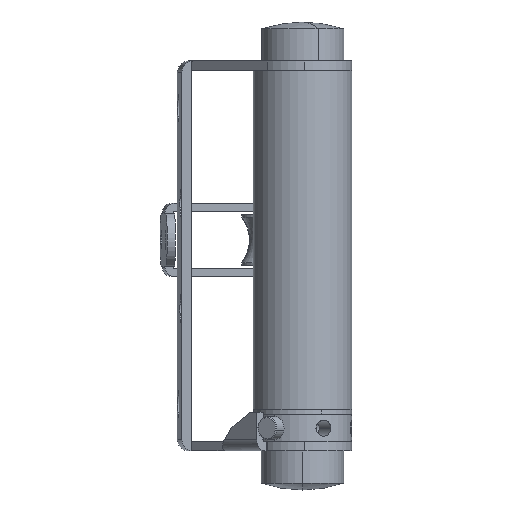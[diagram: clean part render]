
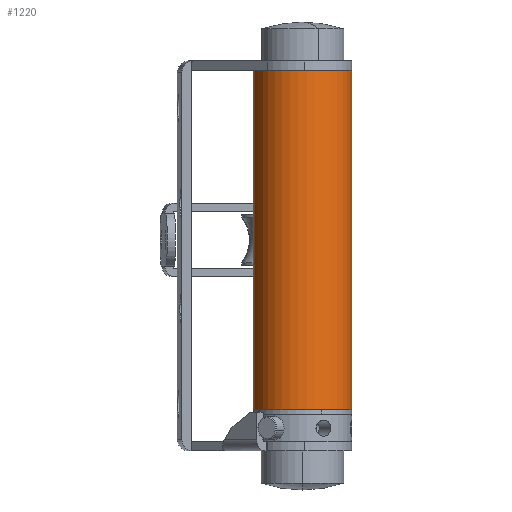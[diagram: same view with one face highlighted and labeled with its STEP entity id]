
A CAD part, left-side view. The second image highlights one B-rep face of the part: STEP entity #1220.
In plain terms, the highlighted cylindrical face has radius 10.75 mm (diameter 21.5 mm), a partial arc.
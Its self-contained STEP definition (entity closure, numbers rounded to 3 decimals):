
#1013 = VERTEX_POINT ( 'NONE', #4931 ) ;
#1198 = EDGE_CURVE ( 'NONE', #1013, #1236, #5438, .T. ) ;
#1213 = ORIENTED_EDGE ( 'NONE', *, *, #1221, .F. ) ;
#1214 = ORIENTED_EDGE ( 'NONE', *, *, #1198, .T. ) ;
#1219 = ORIENTED_EDGE ( 'NONE', *, *, #1269, .T. ) ;
#1220 = ADVANCED_FACE ( 'NONE', ( #5382 ), #5396, .T. ) ;
#1221 = EDGE_CURVE ( 'NONE', #1013, #1365, #5476, .T. ) ;
#1225 = ORIENTED_EDGE ( 'NONE', *, *, #1257, .F. ) ;
#1227 = EDGE_LOOP ( 'NONE', ( #1225, #1213, #1214, #1219 ) ) ;
#1236 = VERTEX_POINT ( 'NONE', #5342 ) ;
#1257 = EDGE_CURVE ( 'NONE', #1365, #1268, #4376, .T. ) ;
#1268 = VERTEX_POINT ( 'NONE', #8482 ) ;
#1269 = EDGE_CURVE ( 'NONE', #1236, #1268, #8492, .T. ) ;
#1365 = VERTEX_POINT ( 'NONE', #5568 ) ;
#3985 = DIRECTION ( 'NONE',  ( 0., 0., 1. ) ) ;
#4376 = CIRCLE ( 'NONE', #4410, 10.75 ) ;
#4409 = CARTESIAN_POINT ( 'NONE',  ( 0., 0., 0. ) ) ;
#4410 = AXIS2_PLACEMENT_3D ( 'NONE', #4409, #3985, #4482 ) ;
#4482 = DIRECTION ( 'NONE',  ( 1., 0., 0. ) ) ;
#4931 = CARTESIAN_POINT ( 'NONE',  ( 10.648, 1.476, -74. ) ) ;
#5342 = CARTESIAN_POINT ( 'NONE',  ( 10.648, -1.476, -74. ) ) ;
#5382 = FACE_OUTER_BOUND ( 'NONE', #1227, .T. ) ;
#5390 = AXIS2_PLACEMENT_3D ( 'NONE', #5422, #5423, #5419 ) ;
#5396 = CYLINDRICAL_SURFACE ( 'NONE', #5390, 10.75 ) ;
#5413 = CARTESIAN_POINT ( 'NONE',  ( 10.648, 1.476, -74. ) ) ;
#5419 = DIRECTION ( 'NONE',  ( 1., 0., 0. ) ) ;
#5420 = DIRECTION ( 'NONE',  ( 0., 0., 1. ) ) ;
#5422 = CARTESIAN_POINT ( 'NONE',  ( 0., 0., -74. ) ) ;
#5423 = DIRECTION ( 'NONE',  ( 0., 0., 1. ) ) ;
#5434 = DIRECTION ( 'NONE',  ( 1., 0., 0. ) ) ;
#5435 = DIRECTION ( 'NONE',  ( 0., 0., 1. ) ) ;
#5436 = CARTESIAN_POINT ( 'NONE',  ( 0., 0., -74. ) ) ;
#5437 = AXIS2_PLACEMENT_3D ( 'NONE', #5436, #5435, #5434 ) ;
#5438 = CIRCLE ( 'NONE', #5437, 10.75 ) ;
#5473 = VECTOR ( 'NONE', #5420, 1000. ) ;
#5476 = LINE ( 'NONE', #5413, #5473 ) ;
#5568 = CARTESIAN_POINT ( 'NONE',  ( 10.648, 1.476, 0. ) ) ;
#8469 = DIRECTION ( 'NONE',  ( 0., 0., 1. ) ) ;
#8479 = CARTESIAN_POINT ( 'NONE',  ( 10.648, -1.476, -74. ) ) ;
#8482 = CARTESIAN_POINT ( 'NONE',  ( 10.648, -1.476, 0. ) ) ;
#8486 = VECTOR ( 'NONE', #8469, 1000. ) ;
#8492 = LINE ( 'NONE', #8479, #8486 ) ;
